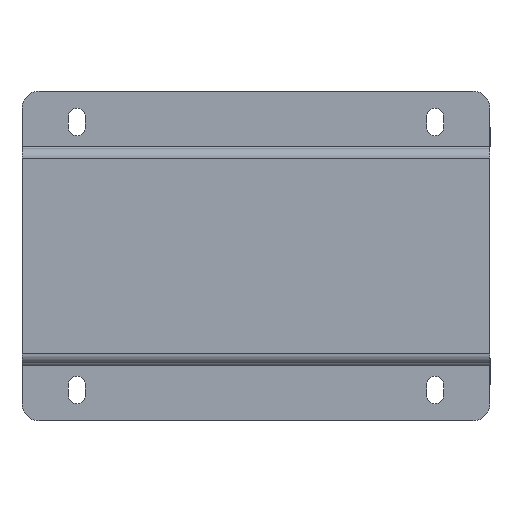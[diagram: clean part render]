
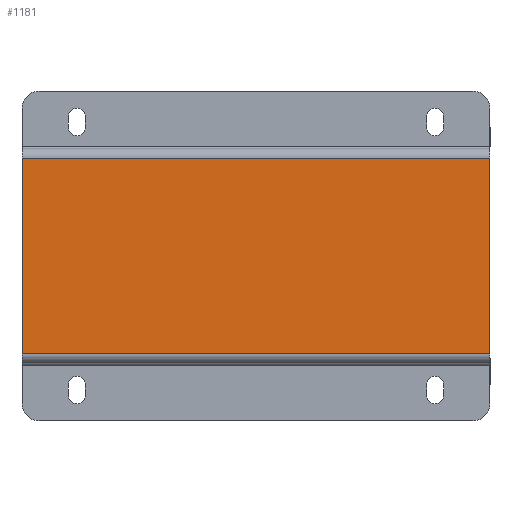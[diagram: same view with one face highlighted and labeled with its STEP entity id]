
A CAD part, front view. The second image highlights one B-rep face of the part: STEP entity #1181.
In plain terms, the highlighted planar face has unit normal (0, -1, 0).
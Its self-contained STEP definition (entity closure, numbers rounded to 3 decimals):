
#88 = ORIENTED_EDGE ( 'NONE', *, *, #1193, .F. ) ;
#155 = CARTESIAN_POINT ( 'NONE',  ( -154.5, 597.5, -28.5 ) ) ;
#175 = DIRECTION ( 'NONE',  ( -1., 0., 0. ) ) ;
#250 = VERTEX_POINT ( 'NONE', #155 ) ;
#288 = PLANE ( 'NONE',  #327 ) ;
#295 = LINE ( 'NONE', #923, #1421 ) ;
#312 = ORIENTED_EDGE ( 'NONE', *, *, #1342, .F. ) ;
#315 = LINE ( 'NONE', #803, #371 ) ;
#318 = LINE ( 'NONE', #864, #1253 ) ;
#327 = AXIS2_PLACEMENT_3D ( 'NONE', #1504, #789, #425 ) ;
#365 = CARTESIAN_POINT ( 'NONE',  ( -18., 597.5, -28.5 ) ) ;
#371 = VECTOR ( 'NONE', #1402, 1000. ) ;
#425 = DIRECTION ( 'NONE',  ( 0., 0., -1. ) ) ;
#433 = ORIENTED_EDGE ( 'NONE', *, *, #869, .F. ) ;
#610 = DIRECTION ( 'NONE',  ( 0., 0., 1. ) ) ;
#767 = CARTESIAN_POINT ( 'NONE',  ( -154.5, 597.5, 28.5 ) ) ;
#776 = FACE_OUTER_BOUND ( 'NONE', #867, .T. ) ;
#789 = DIRECTION ( 'NONE',  ( 0., -1., 0. ) ) ;
#803 = CARTESIAN_POINT ( 'NONE',  ( -154.5, 597.5, 28.5 ) ) ;
#856 = VERTEX_POINT ( 'NONE', #365 ) ;
#864 = CARTESIAN_POINT ( 'NONE',  ( -154.5, 597.5, 0. ) ) ;
#867 = EDGE_LOOP ( 'NONE', ( #433, #312, #1452, #88 ) ) ;
#869 = EDGE_CURVE ( 'NONE', #1356, #856, #1381, .T. ) ;
#878 = CARTESIAN_POINT ( 'NONE',  ( -18., 597.5, 0. ) ) ;
#880 = EDGE_CURVE ( 'NONE', #250, #1269, #318, .T. ) ;
#923 = CARTESIAN_POINT ( 'NONE',  ( -18., 597.5, -28.5 ) ) ;
#1168 = CARTESIAN_POINT ( 'NONE',  ( -18., 597.5, 28.5 ) ) ;
#1181 = ADVANCED_FACE ( 'NONE', ( #776 ), #288, .T. ) ;
#1193 = EDGE_CURVE ( 'NONE', #856, #250, #295, .T. ) ;
#1253 = VECTOR ( 'NONE', #610, 1000. ) ;
#1269 = VERTEX_POINT ( 'NONE', #767 ) ;
#1342 = EDGE_CURVE ( 'NONE', #1269, #1356, #315, .T. ) ;
#1356 = VERTEX_POINT ( 'NONE', #1168 ) ;
#1381 = LINE ( 'NONE', #878, #1573 ) ;
#1402 = DIRECTION ( 'NONE',  ( 1., 0., 0. ) ) ;
#1421 = VECTOR ( 'NONE', #175, 1000. ) ;
#1452 = ORIENTED_EDGE ( 'NONE', *, *, #880, .F. ) ;
#1504 = CARTESIAN_POINT ( 'NONE',  ( -86.25, 597.5, 0. ) ) ;
#1573 = VECTOR ( 'NONE', #1577, 1000. ) ;
#1577 = DIRECTION ( 'NONE',  ( 0., 0., -1. ) ) ;
